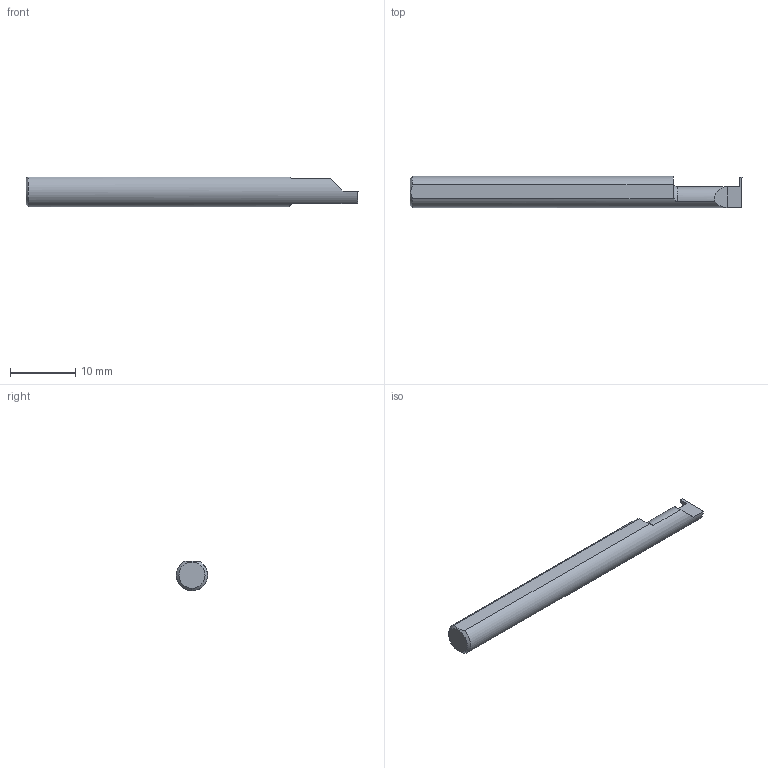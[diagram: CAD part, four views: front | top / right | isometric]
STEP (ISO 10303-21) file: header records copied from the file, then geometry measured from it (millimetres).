
FILE_DESCRIPTION (( 'STEP AP203' ), '1' );
FILE_NAME ('220647-GT017K-6.STEP', '2024-07-08T18:10:43', ( '' ), ( '' ), 'SwSTEP 2.0', 'SolidWorks 2024', '' );
FILE_SCHEMA (( 'CONFIG_CONTROL_DESIGN' ));
Length unit declared in the file: inch
Products named in the file (1): 220647-GT017K-6
Bounding box: 50.8 x 4.76 x 4.51 mm (x, y, z)
Volume: 788.3 mm3; surface area: 741 mm2
Topology: 1 solids, 1 shells, 18 faces, 48 edges, 32 vertices
Faces by surface type: plane 13, cone 2, cylinder 2, torus 1
Entity records: 664 total; most frequent: CARTESIAN_POINT 152, ORIENTED_EDGE 96, DIRECTION 83, EDGE_CURVE 48, VERTEX_POINT 32, VECTOR 29, LINE 29, AXIS2_PLACEMENT_3D 27
